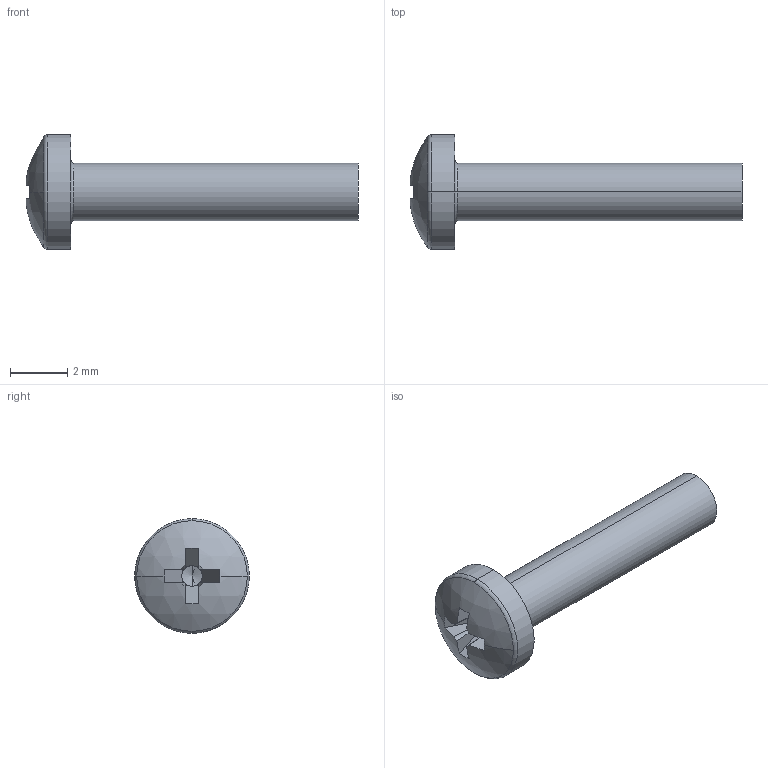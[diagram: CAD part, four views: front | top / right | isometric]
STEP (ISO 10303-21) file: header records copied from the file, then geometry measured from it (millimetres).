
FILE_DESCRIPTION (( 'STEP AP214' ), '1' );
FILE_NAME ('pan head cross recess screw_bsi.step', '2019-11-11T12:29:17', ( '' ), ( '' ), 'SwSTEP 2.0', 'SolidWorks 2019', '' );
FILE_SCHEMA (( 'AUTOMOTIVE_DESIGN' ));
Length unit declared in the file: millimetre
Products named in the file (1): pan head cross recess screw_bsi
Bounding box: 11.57 x 4 x 4 mm (x, y, z)
Volume: 45.8 mm3; surface area: 106.2 mm2
Topology: 1 solids, 1 shells, 43 faces, 102 edges, 60 vertices
Faces by surface type: plane 22, cone 11, torus 4, cylinder 4, sphere 2
Entity records: 1272 total; most frequent: CARTESIAN_POINT 243, DIRECTION 231, ORIENTED_EDGE 200, AXIS2_PLACEMENT_3D 100, EDGE_CURVE 100, VERTEX_POINT 60, CIRCLE 56, EDGE_LOOP 44
